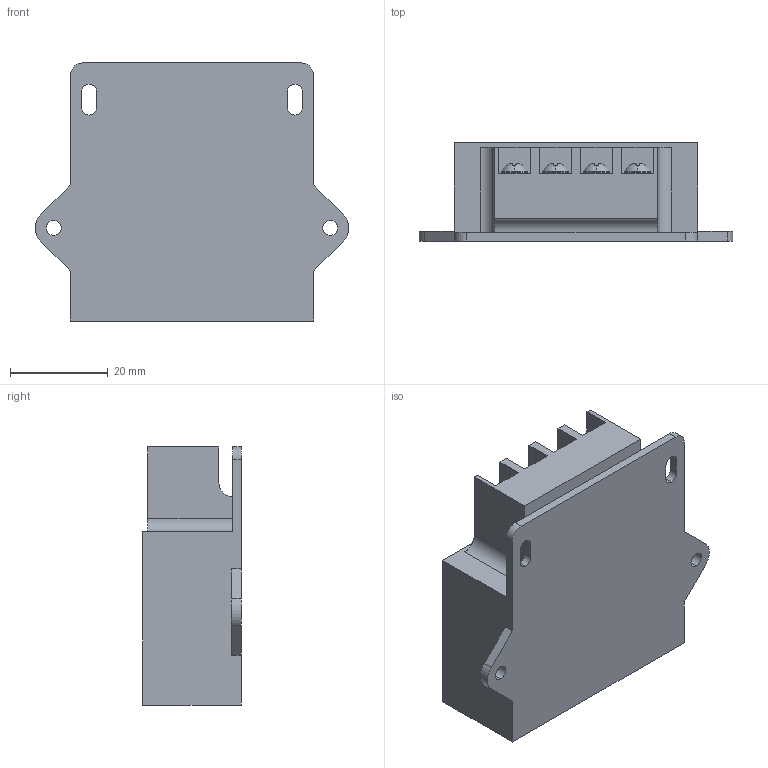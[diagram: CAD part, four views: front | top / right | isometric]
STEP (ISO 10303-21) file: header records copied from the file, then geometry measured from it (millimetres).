
FILE_DESCRIPTION (( 'STEP AP203' ), '1' );
FILE_NAME ('am-3068 Power Converter 12-24VDC to 5VDC.STEP', '2017-01-30T20:17:16', ( '' ), ( '' ), 'SwSTEP 2.0', 'SolidWorks 2017', '' );
FILE_SCHEMA (( 'CONFIG_CONTROL_DESIGN' ));
Length unit declared in the file: inch
Products named in the file (1): am-3068 Power Converter 12-24VDC to 5VDC
Bounding box: 64.23 x 20.19 x 52.83 mm (x, y, z)
Volume: 45067.3 mm3; surface area: 11312.2 mm2
Topology: 5 solids, 5 shells, 264 faces, 738 edges, 488 vertices
Faces by surface type: plane 115, cylinder 85, cone 28, torus 16, bspline 12, sphere 8
Entity records: 12991 total; most frequent: CARTESIAN_POINT 6423, ORIENTED_EDGE 1476, DIRECTION 1290, EDGE_CURVE 738, VERTEX_POINT 488, AXIS2_PLACEMENT_3D 487, VECTOR 316, LINE 316
